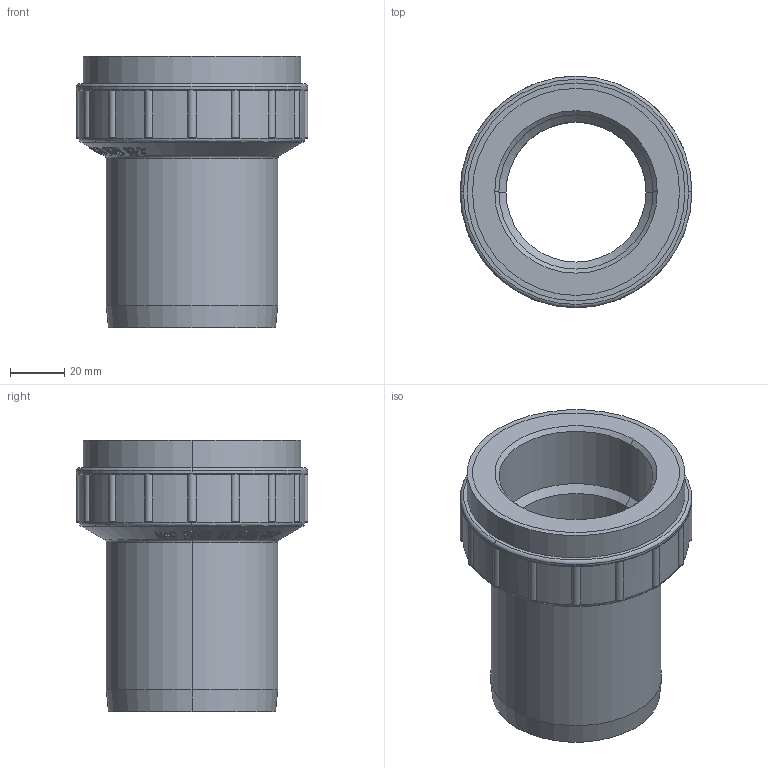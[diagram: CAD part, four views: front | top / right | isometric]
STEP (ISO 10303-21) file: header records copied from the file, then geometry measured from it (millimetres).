
FILE_DESCRIPTION((''),'2;1');
FILE_NAME('F2180630200_ASM','2017-04-18T',('Stefano'),(''),'PRO/ENGINEER BY PARAMETRIC TECHNOLOGY CORPORATION, 2012130','PRO/ENGINEER BY PARAMETRIC TECHNOLOGY CORPORATION, 2012130','');
FILE_SCHEMA(('CONFIG_CONTROL_DESIGN'));
Length unit declared in the file: millimetre
Products named in the file (3): C050200016_AF0; C030200001_AF0; F2180630200_ASM
Assembly tree (2 placements, depth 2):
  F2180630200_ASM
    C050200016_AF0
    C030200001_AF0
Bounding box: 85 x 85 x 99.5 mm (x, y, z)
Volume: 165871.3 mm3; surface area: 49726.6 mm2
Topology: 2 solids, 2 shells, 1213 faces, 3400 edges, 2245 vertices
Faces by surface type: plane 732, bspline 388, cylinder 54, torus 24, cone 15
Entity records: 54432 total; most frequent: CARTESIAN_POINT 26505, ORIENTED_EDGE 6800, DIRECTION 4041, EDGE_CURVE 3400, VERTEX_POINT 2245, VECTOR 1951, LINE 1951, EDGE_LOOP 1271
